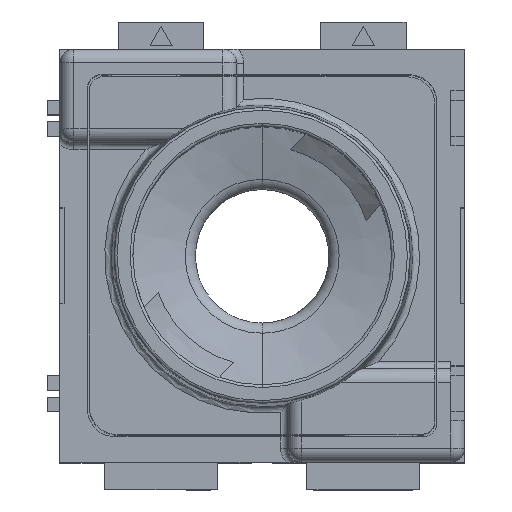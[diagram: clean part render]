
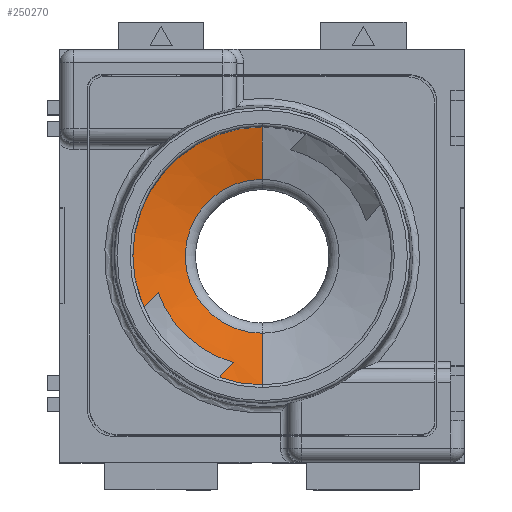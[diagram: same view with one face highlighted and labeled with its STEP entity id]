
A CAD part, top view. The second image highlights one B-rep face of the part: STEP entity #250270.
In plain terms, the highlighted conical face has half-angle 75 degrees and reference radius 10.5 mm.
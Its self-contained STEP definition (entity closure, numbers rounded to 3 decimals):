
#19150=CARTESIAN_POINT('',(41.348,65.556,-17.)
);
#19160=DIRECTION('',(0.,1.,0.));
#19170=DIRECTION('',(0.,0.,1.));
#19180=AXIS2_PLACEMENT_3D('',#19150,#19160,#19170);
#19190=CIRCLE('',#19180,5.591);
#19220=CARTESIAN_POINT('',(41.348,65.556,-11.409)
);
#19230=VERTEX_POINT('',#19220);
#19260=CARTESIAN_POINT('',(41.348,66.871,-6.5)
);
#19270=DIRECTION('',(0.,0.259,
0.966));
#19280=VECTOR('',#19270,10.87);
#19290=LINE('',#19260,#19280);
#19300=CARTESIAN_POINT('',(41.348,66.576,-7.6)
);
#19310=VERTEX_POINT('',#19300);
#19320=EDGE_CURVE('',#19230,#19310,#19290,.T.);
#19340=CARTESIAN_POINT('',(41.348,66.576,
-17.));
#19350=DIRECTION('',(0.,1.,0.));
#19360=DIRECTION('',(0.,0.,-1.));
#19370=AXIS2_PLACEMENT_3D('',#19340,#19350,#19360);
#19380=CIRCLE('',#19370,9.4);
#19390=CARTESIAN_POINT('',(41.348,66.576,-26.4)
);
#19400=VERTEX_POINT('',#19390);
#19430=CARTESIAN_POINT('',(41.348,66.871,-27.5)
);
#19440=DIRECTION('',(0.,0.259,
-0.966));
#19450=VECTOR('',#19440,10.87);
#19460=LINE('',#19430,#19450);
#19470=CARTESIAN_POINT('',(41.348,65.556,-22.591));
#19480=VERTEX_POINT('',#19470);
#19490=EDGE_CURVE('',#19480,#19400,#19460,.T.);
#249970=EDGE_CURVE('',#19310,#19400,#19380,.T.);
#250150=CARTESIAN_POINT('',(41.348,66.871,-17.))
;
#250160=DIRECTION('',(0.,1.,0.));
#250170=DIRECTION('',(0.,0.,-1.));
#250180=AXIS2_PLACEMENT_3D('',#250150,#250160,#250170);
#250190=CONICAL_SURFACE('',#250180,10.5,1.309);
#250200=ORIENTED_EDGE('',*,*,#19320,.T.);
#250210=EDGE_CURVE('',#19230,#19480,#19190,.T.);
#250220=ORIENTED_EDGE('',*,*,#250210,.F.);
#250230=ORIENTED_EDGE('',*,*,#19490,.F.);
#250240=ORIENTED_EDGE('',*,*,#249970,.T.);
#250250=EDGE_LOOP('',(#250240,#250230,#250220,#250200));
#250260=FACE_OUTER_BOUND('',#250250,.T.);
#250270=ADVANCED_FACE('',(#250260),#250190,.F.);
